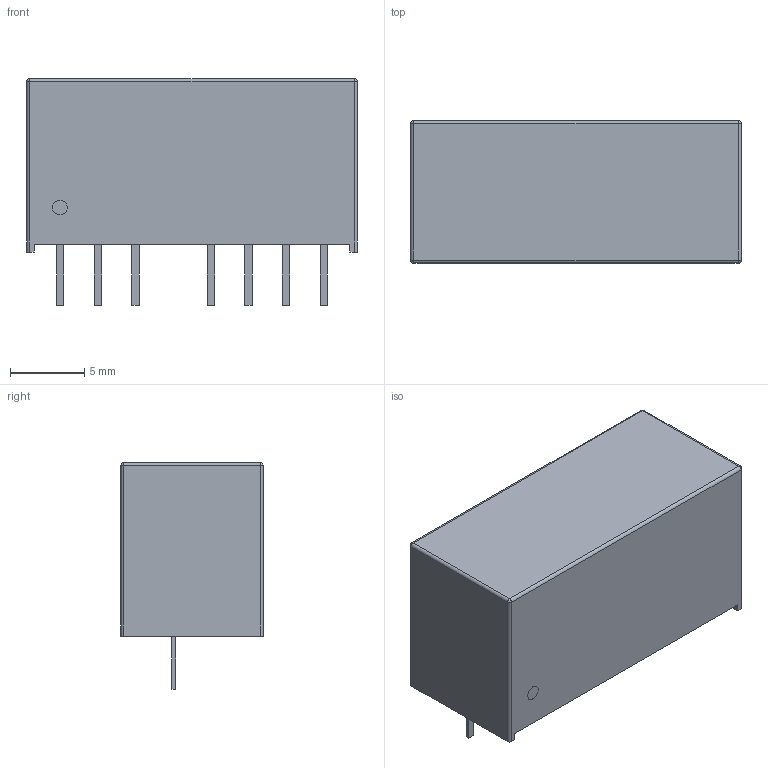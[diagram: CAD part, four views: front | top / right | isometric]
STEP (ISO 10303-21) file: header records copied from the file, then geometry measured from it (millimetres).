
FILE_DESCRIPTION(/* description */ (''),/* implementation_level */ '2;1');
FILE_NAME(/* name */ 'DCDC_TRACO_TMR6.stp',/* time_stamp */ '2017-05-24T09:45:11+02:00',/* author */ ('jchouvet'),/* organization */ (''),/* preprocessor_version */ 'ST-DEVELOPER v16.1',/* originating_system */ 'AutoCAD Mechanical',/* authorisation */ '');
FILE_SCHEMA (('AUTOMOTIVE_DESIGN { 1 0 10303 214 3 1 1 }'));
Length unit declared in the file: millimetre
Products named in the file (1): Product
Bounding box: 22.3 x 9.6 x 15.3 mm (x, y, z)
Volume: 2405.1 mm3; surface area: 1200.4 mm2
Topology: 9 solids, 9 shells, 69 faces, 138 edges, 88 vertices
Faces by surface type: plane 55, cylinder 10, sphere 4
Full cylindrical faces by diameter (mm): 1 x2
Entity records: 1777 total; most frequent: DIRECTION 296, CARTESIAN_POINT 294, ORIENTED_EDGE 272, EDGE_CURVE 136, LINE 116, VECTOR 116, AXIS2_PLACEMENT_3D 90, VERTEX_POINT 88
